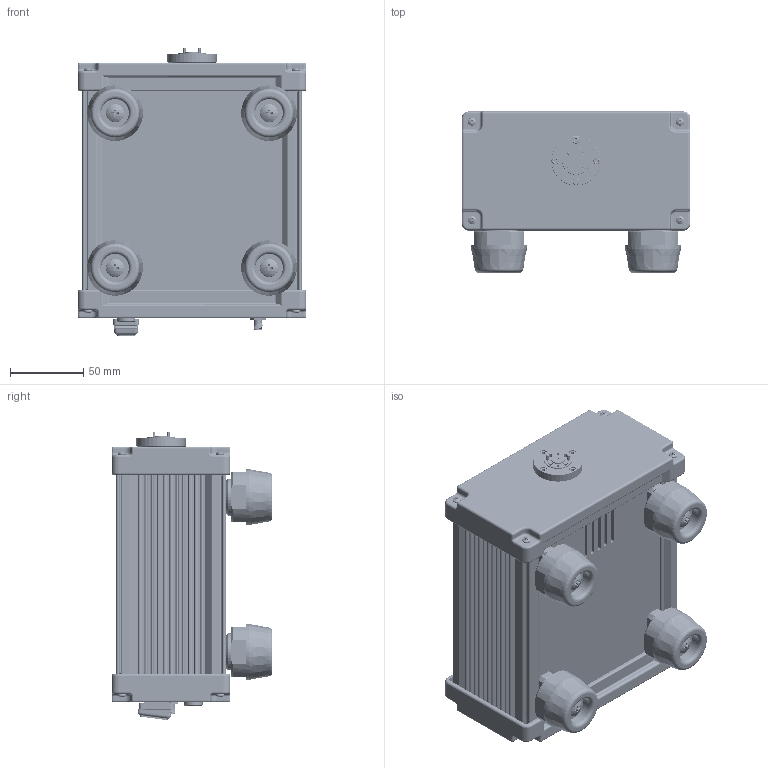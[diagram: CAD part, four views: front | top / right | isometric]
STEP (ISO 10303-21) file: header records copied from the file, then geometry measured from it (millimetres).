
FILE_DESCRIPTION (( 'STEP AP203' ), '1' );
FILE_NAME ('TE-D updated.STEP', '2019-10-30T00:00:06', ( '' ), ( '' ), 'SwSTEP 2.0', 'SolidWorks 2016', '' );
FILE_SCHEMA (( 'CONFIG_CONTROL_DESIGN' ));
Length unit declared in the file: inch
Products named in the file (1): TE-D updated
Bounding box: 156.3 x 110.02 x 197.09 mm (x, y, z)
Volume: 534414.1 mm3; surface area: 315641 mm2
Topology: 47 solids, 47 shells, 4002 faces, 10860 edges, 6989 vertices
Faces by surface type: cylinder 2054, plane 1270, cone 398, torus 138, bspline 78, sphere 64
Entity records: 173029 total; most frequent: CARTESIAN_POINT 78700, ORIENTED_EDGE 21568, DIRECTION 18280, EDGE_CURVE 10784, VERTEX_POINT 6987, AXIS2_PLACEMENT_3D 6733, VECTOR 4814, LINE 4814
